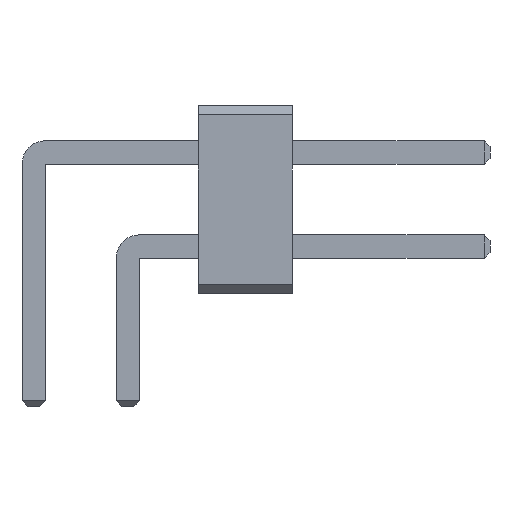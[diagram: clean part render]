
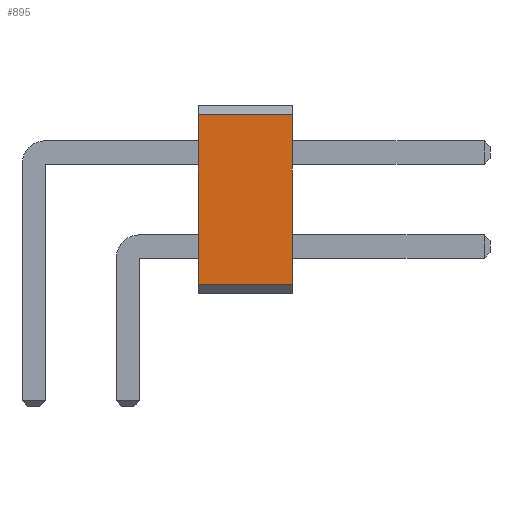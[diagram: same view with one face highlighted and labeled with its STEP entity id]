
A CAD part, front view. The second image highlights one B-rep face of the part: STEP entity #895.
In plain terms, the highlighted planar face has unit normal (0, -1, 0).
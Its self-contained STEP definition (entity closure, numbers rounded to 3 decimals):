
#13=DIRECTION('',(0.,0.,1.));
#27=VECTOR('',#28,1.);
#28=DIRECTION('',(1.,0.,0.));
#57=DIRECTION('',(0.,-1.,0.));
#882=VERTEX_POINT('',#883);
#883=CARTESIAN_POINT('',(5.5,-29.,0.2));
#886=EDGE_CURVE('',#887,#882,#889,.T.);
#887=VERTEX_POINT('',#888);
#888=CARTESIAN_POINT('',(3.5,-29.,0.2));
#889=LINE('',#888,#27);
#895=ADVANCED_FACE('',(#896),#913,.T.);
#896=FACE_BOUND('',#897,.T.);
#897=EDGE_LOOP('',(#898,#899,#905,#910));
#898=ORIENTED_EDGE('',*,*,#886,.T.);
#899=ORIENTED_EDGE('',*,*,#900,.T.);
#900=EDGE_CURVE('',#882,#901,#903,.T.);
#901=VERTEX_POINT('',#902);
#902=CARTESIAN_POINT('',(5.5,-29.,3.8));
#903=LINE('',#883,#904);
#904=VECTOR('',#13,1.);
#905=ORIENTED_EDGE('',*,*,#906,.F.);
#906=EDGE_CURVE('',#907,#901,#909,.T.);
#907=VERTEX_POINT('',#908);
#908=CARTESIAN_POINT('',(3.5,-29.,3.8));
#909=LINE('',#908,#27);
#910=ORIENTED_EDGE('',*,*,#911,.F.);
#911=EDGE_CURVE('',#887,#907,#912,.T.);
#912=LINE('',#888,#904);
#913=PLANE('',#914);
#914=AXIS2_PLACEMENT_3D('',#888,#57,#13);
